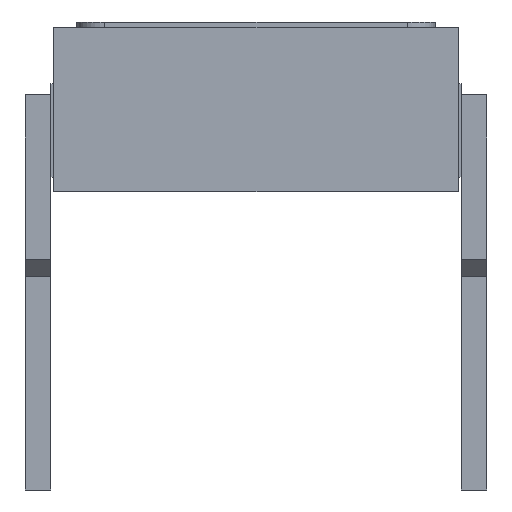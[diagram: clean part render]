
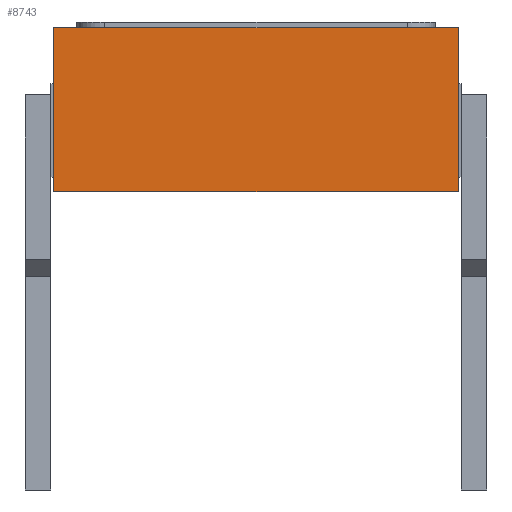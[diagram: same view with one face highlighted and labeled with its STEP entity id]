
A CAD part, front view. The second image highlights one B-rep face of the part: STEP entity #8743.
In plain terms, the highlighted planar face has unit normal (0, -1, 0).
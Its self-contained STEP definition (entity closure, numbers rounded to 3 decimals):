
#8641=CARTESIAN_POINT('',(-3.615,-10.285,4.45));
#8642=VERTEX_POINT('',#8641);
#8649=CARTESIAN_POINT('',(3.615,-10.285,4.45));
#8650=VERTEX_POINT('',#8649);
#8651=CARTESIAN_POINT('',(-3.615,-10.285,4.45));
#8652=DIRECTION('',(1.0,0.0,0.0));
#8653=VECTOR('',#8652,7.23);
#8654=LINE('',#8651,#8653);
#8655=EDGE_CURVE('',#8642,#8650,#8654,.T.);
#8672=CARTESIAN_POINT('',(3.615,-10.285,1.52));
#8673=VERTEX_POINT('',#8672);
#8674=CARTESIAN_POINT('',(-3.615,-10.285,1.52));
#8675=VERTEX_POINT('',#8674);
#8676=CARTESIAN_POINT('',(3.615,-10.285,1.52));
#8677=DIRECTION('',(-1.0,0.0,0.0));
#8678=VECTOR('',#8677,7.23);
#8679=LINE('',#8676,#8678);
#8680=EDGE_CURVE('',#8673,#8675,#8679,.T.);
#8705=CARTESIAN_POINT('',(-3.615,-10.285,4.45));
#8706=DIRECTION('',(0.0,0.0,-1.0));
#8707=VECTOR('',#8706,2.93);
#8708=LINE('',#8705,#8707);
#8709=EDGE_CURVE('',#8642,#8675,#8708,.T.);
#8720=CARTESIAN_POINT('',(3.615,-10.285,4.45));
#8721=DIRECTION('',(0.0,0.0,-1.0));
#8722=VECTOR('',#8721,2.93);
#8723=LINE('',#8720,#8722);
#8724=EDGE_CURVE('',#8650,#8673,#8723,.T.);
#8732=CARTESIAN_POINT('',(0.,-10.285,3.25));
#8733=DIRECTION('',(0.0,1.0,0.0));
#8734=DIRECTION('',(0.0,0.0,1.0));
#8735=AXIS2_PLACEMENT_3D('',#8732,#8733,#8734);
#8736=PLANE('',#8735);
#8737=ORIENTED_EDGE('',*,*,#8709,.T.);
#8738=ORIENTED_EDGE('',*,*,#8680,.F.);
#8739=ORIENTED_EDGE('',*,*,#8724,.F.);
#8740=ORIENTED_EDGE('',*,*,#8655,.F.);
#8741=EDGE_LOOP('',(#8737,#8738,#8739,#8740));
#8742=FACE_OUTER_BOUND('',#8741,.T.);
#8743=ADVANCED_FACE('',(#8742),#8736,.F.);
